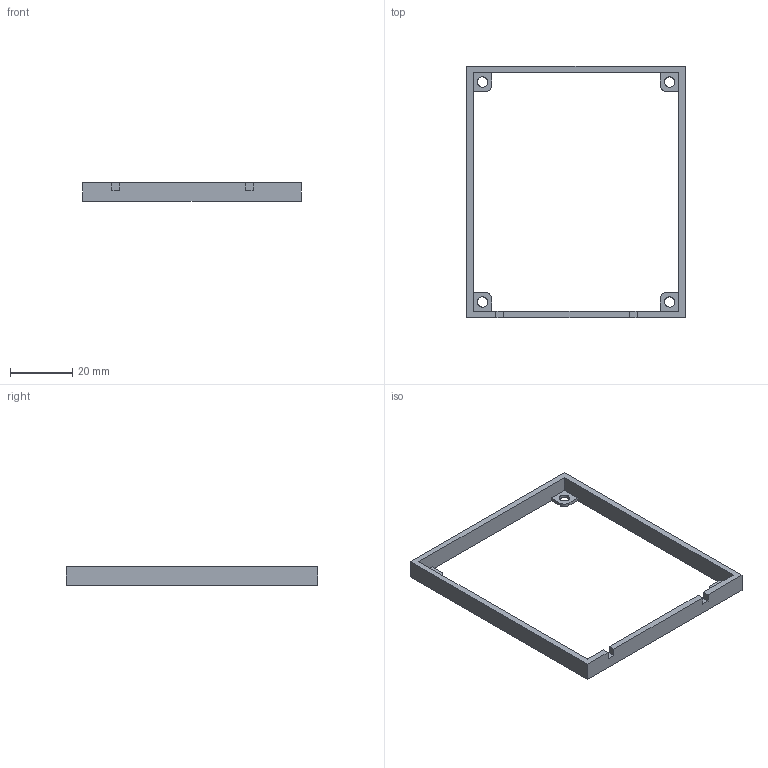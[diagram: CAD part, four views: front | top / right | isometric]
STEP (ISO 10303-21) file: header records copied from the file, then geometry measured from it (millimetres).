
FILE_DESCRIPTION( ('This file contains a STEP AP42 implementation' ,'as created by ZW3D STEP Interface translator.') ,'2;1' );
FILE_NAME( '菁窒峓戲.stp' ,'21 926.162753', (''), ('ZWCAD Software Co.'), 'Version 1.0', 'ZW3D to STEP translator', '' );
FILE_SCHEMA(('AUTOMOTIVE_DESIGN'));
Length unit declared in the file: millimetre
Products named in the file (2): 0; 錨璃001
Bounding box: 70 x 80.5 x 6 mm (x, y, z)
Volume: 3597.1 mm3; surface area: 4933.8 mm2
Topology: 1 solids, 1 shells, 37 faces, 108 edges, 72 vertices
Faces by surface type: bspline 37
Entity records: 1253 total; most frequent: CARTESIAN_POINT 533, ORIENTED_EDGE 216, EDGE_CURVE 108, B_SPLINE_CURVE_WITH_KNOTS 92, VERTEX_POINT 72, EDGE_LOOP 46, FACE_OUTER_BOUND 37, ADVANCED_FACE 37
